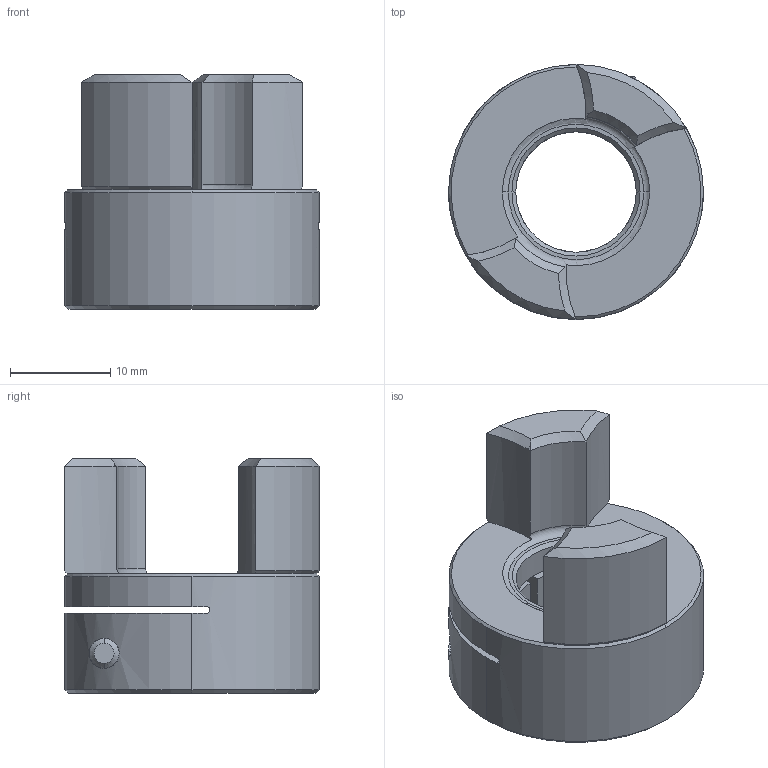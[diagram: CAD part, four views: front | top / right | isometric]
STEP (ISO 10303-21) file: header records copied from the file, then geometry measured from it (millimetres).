
FILE_DESCRIPTION (( 'STEP AP203' ), '1' );
FILE_NAME ('9845T419_NO THREADS_Vibrate-Damping Precision Flexible Shaft Coupling.STEP', '2024-09-11T15:08:01', ( 'Administrator' ), ( 'Managed by Terraform' ), 'SwSTEP 2.0', 'SolidWorks 2017', '' );
FILE_SCHEMA (( 'CONFIG_CONTROL_DESIGN' ));
Length unit declared in the file: millimetre
Products named in the file (1): 9845T419_NO THREADS_Vibrate-Damping Precision Flexible Shaft Coupling
Bounding box: 25.4 x 25.4 x 23.4 mm (x, y, z)
Volume: 5382.1 mm3; surface area: 3671.6 mm2
Topology: 2 solids, 2 shells, 95 faces, 230 edges, 140 vertices
Faces by surface type: cone 36, cylinder 31, plane 26, torus 2
Entity records: 3041 total; most frequent: CARTESIAN_POINT 730, DIRECTION 492, ORIENTED_EDGE 456, EDGE_CURVE 228, AXIS2_PLACEMENT_3D 206, VERTEX_POINT 140, CIRCLE 110, EDGE_LOOP 104
